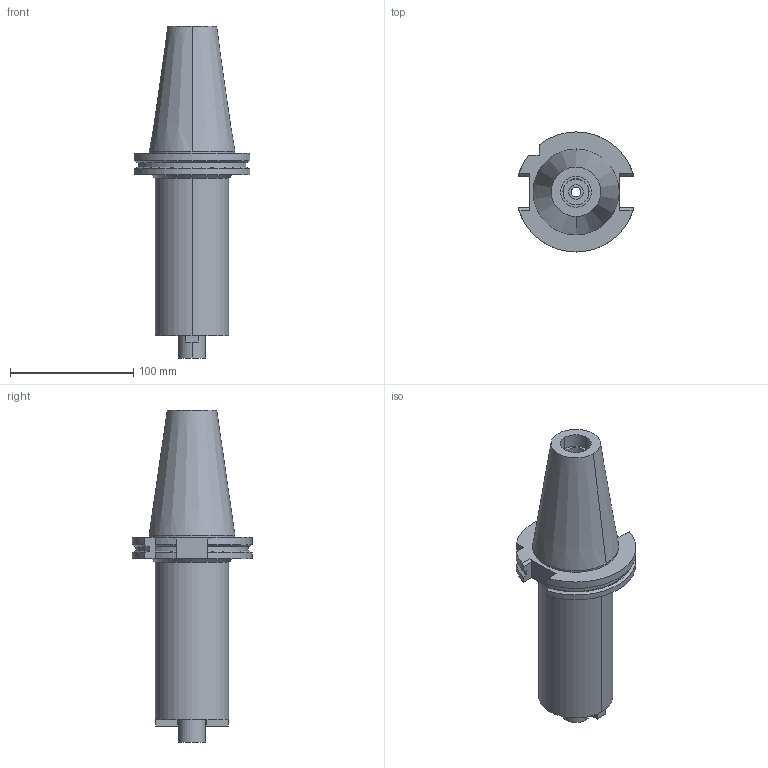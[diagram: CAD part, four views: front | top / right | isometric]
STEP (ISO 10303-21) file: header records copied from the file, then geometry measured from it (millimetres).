
FILE_DESCRIPTION((''),'2;1');
FILE_NAME('BDV50-FMH22-60-150','2018-03-06T',('ykawabe'),(''),'CREO PARAMETRIC BY PTC INC, 2016380','CREO PARAMETRIC BY PTC INC, 2016380','');
FILE_SCHEMA(('AUTOMOTIVE_DESIGN { 1 0 10303 214 1 1 1 1 }'));
Length unit declared in the file: millimetre
Products named in the file (1): BDV50-FMH22-60-150
Bounding box: 94.05 x 97.5 x 269.75 mm (x, y, z)
Volume: 696573.5 mm3; surface area: 74400 mm2
Topology: 1 solids, 1 shells, 80 faces, 211 edges, 144 vertices
Faces by surface type: plane 39, cylinder 31, cone 10
Entity records: 3487 total; most frequent: CARTESIAN_POINT 506, DIRECTION 451, ORIENTED_EDGE 422, PRESENTATION_STYLE_ASSIGNMENT 216, STYLED_ITEM 216, CURVE_STYLE 215, EDGE_CURVE 211, AXIS2_PLACEMENT_3D 171
